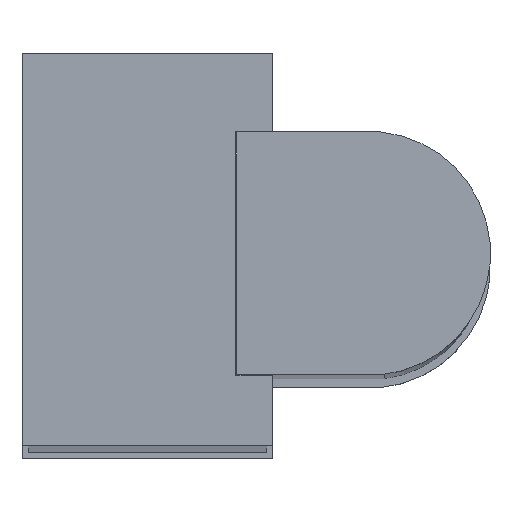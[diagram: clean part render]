
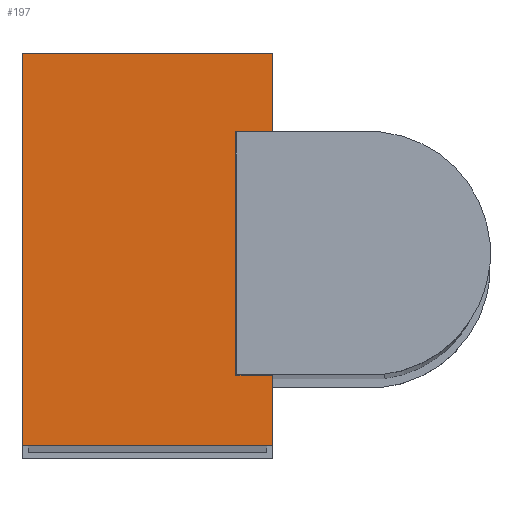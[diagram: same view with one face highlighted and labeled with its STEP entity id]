
A CAD part, top view. The second image highlights one B-rep face of the part: STEP entity #197.
In plain terms, the highlighted face is planar.
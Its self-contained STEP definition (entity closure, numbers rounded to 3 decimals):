
#10 = CARTESIAN_POINT ( 'NONE',  ( -18.667, 584., -39.631 ) ) ;
#48 = DIRECTION ( 'NONE',  ( 1., 0., 0. ) ) ;
#129 = VECTOR ( 'NONE', #348, 1000. ) ;
#145 = AXIS2_PLACEMENT_3D ( 'NONE', #1386, #1165, #48 ) ;
#184 = CARTESIAN_POINT ( 'NONE',  ( 19.881, 584., -39.631 ) ) ;
#197 = ADVANCED_FACE ( 'NONE', ( #834 ), #703, .F. ) ;
#214 = DIRECTION ( 'NONE',  ( 1., 0., 0. ) ) ;
#236 = LINE ( 'NONE', #888, #1011 ) ;
#278 = VECTOR ( 'NONE', #926, 1000. ) ;
#300 = VERTEX_POINT ( 'NONE', #1447 ) ;
#322 = CARTESIAN_POINT ( 'NONE',  ( 19.881, 584., -33.787 ) ) ;
#348 = DIRECTION ( 'NONE',  ( 0., 0., -1. ) ) ;
#389 = VERTEX_POINT ( 'NONE', #1273 ) ;
#405 = LINE ( 'NONE', #521, #455 ) ;
#407 = CARTESIAN_POINT ( 'NONE',  ( 31., 584., -39.631 ) ) ;
#422 = VERTEX_POINT ( 'NONE', #1276 ) ;
#437 = DIRECTION ( 'NONE',  ( 1., 0., 0. ) ) ;
#455 = VECTOR ( 'NONE', #962, 1000. ) ;
#461 = CARTESIAN_POINT ( 'NONE',  ( 31., 584., 0. ) ) ;
#465 = LINE ( 'NONE', #600, #278 ) ;
#511 = CARTESIAN_POINT ( 'NONE',  ( -31., 584., 0. ) ) ;
#521 = CARTESIAN_POINT ( 'NONE',  ( 31., 584., 0. ) ) ;
#524 = EDGE_CURVE ( 'NONE', #1400, #300, #1057, .T. ) ;
#539 = DIRECTION ( 'NONE',  ( 0., 0., 1. ) ) ;
#543 = ORIENTED_EDGE ( 'NONE', *, *, #1220, .F. ) ;
#545 = LINE ( 'NONE', #10, #746 ) ;
#556 = EDGE_CURVE ( 'NONE', #932, #1400, #680, .T. ) ;
#557 = ORIENTED_EDGE ( 'NONE', *, *, #1469, .F. ) ;
#572 = DIRECTION ( 'NONE',  ( -1., 0., 0. ) ) ;
#600 = CARTESIAN_POINT ( 'NONE',  ( 19.881, 584., -39.631 ) ) ;
#609 = EDGE_CURVE ( 'NONE', #389, #932, #405, .T. ) ;
#680 = LINE ( 'NONE', #1398, #1364 ) ;
#703 = PLANE ( 'NONE',  #145 ) ;
#707 = CARTESIAN_POINT ( 'NONE',  ( 19.881, 584., -33.787 ) ) ;
#746 = VECTOR ( 'NONE', #214, 1000. ) ;
#753 = ORIENTED_EDGE ( 'NONE', *, *, #609, .F. ) ;
#834 = FACE_OUTER_BOUND ( 'NONE', #849, .T. ) ;
#846 = VECTOR ( 'NONE', #1107, 1000. ) ;
#849 = EDGE_LOOP ( 'NONE', ( #1407, #1143, #753, #557, #986, #543, #1223, #1320 ) ) ;
#888 = CARTESIAN_POINT ( 'NONE',  ( -18.667, 584., -33.787 ) ) ;
#925 = VERTEX_POINT ( 'NONE', #707 ) ;
#926 = DIRECTION ( 'NONE',  ( 0., 0., -1. ) ) ;
#932 = VERTEX_POINT ( 'NONE', #461 ) ;
#962 = DIRECTION ( 'NONE',  ( 0., 0., 1. ) ) ;
#986 = ORIENTED_EDGE ( 'NONE', *, *, #1316, .F. ) ;
#1011 = VECTOR ( 'NONE', #539, 1000. ) ;
#1041 = CARTESIAN_POINT ( 'NONE',  ( -31., 584., -39.631 ) ) ;
#1057 = LINE ( 'NONE', #1041, #129 ) ;
#1107 = DIRECTION ( 'NONE',  ( 1., 0., 0. ) ) ;
#1143 = ORIENTED_EDGE ( 'NONE', *, *, #556, .F. ) ;
#1161 = EDGE_CURVE ( 'NONE', #1221, #422, #236, .T. ) ;
#1165 = DIRECTION ( 'NONE',  ( 0., -1., 0. ) ) ;
#1193 = EDGE_CURVE ( 'NONE', #300, #1221, #545, .T. ) ;
#1220 = EDGE_CURVE ( 'NONE', #422, #925, #1374, .T. ) ;
#1221 = VERTEX_POINT ( 'NONE', #1237 ) ;
#1223 = ORIENTED_EDGE ( 'NONE', *, *, #1161, .F. ) ;
#1237 = CARTESIAN_POINT ( 'NONE',  ( -18.667, 584., -39.631 ) ) ;
#1255 = VECTOR ( 'NONE', #437, 1000. ) ;
#1273 = CARTESIAN_POINT ( 'NONE',  ( 31., 584., -39.631 ) ) ;
#1276 = CARTESIAN_POINT ( 'NONE',  ( -18.667, 584., -33.787 ) ) ;
#1316 = EDGE_CURVE ( 'NONE', #925, #1437, #465, .T. ) ;
#1320 = ORIENTED_EDGE ( 'NONE', *, *, #1193, .F. ) ;
#1364 = VECTOR ( 'NONE', #572, 1000. ) ;
#1374 = LINE ( 'NONE', #322, #1255 ) ;
#1386 = CARTESIAN_POINT ( 'NONE',  ( 0., 584., 0. ) ) ;
#1398 = CARTESIAN_POINT ( 'NONE',  ( 31., 584., 0. ) ) ;
#1400 = VERTEX_POINT ( 'NONE', #511 ) ;
#1407 = ORIENTED_EDGE ( 'NONE', *, *, #524, .F. ) ;
#1436 = LINE ( 'NONE', #407, #846 ) ;
#1437 = VERTEX_POINT ( 'NONE', #184 ) ;
#1447 = CARTESIAN_POINT ( 'NONE',  ( -31., 584., -39.631 ) ) ;
#1469 = EDGE_CURVE ( 'NONE', #1437, #389, #1436, .T. ) ;
